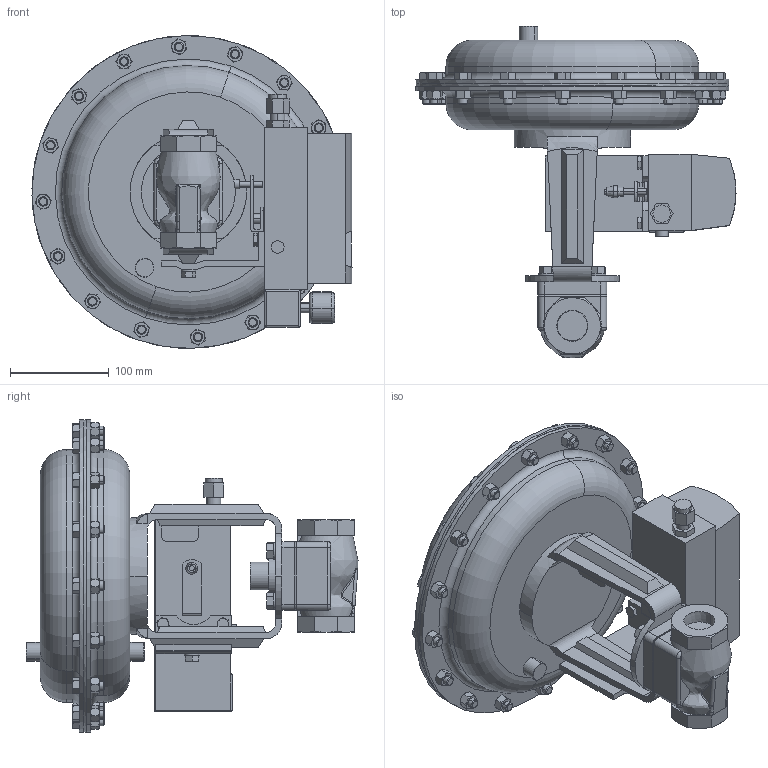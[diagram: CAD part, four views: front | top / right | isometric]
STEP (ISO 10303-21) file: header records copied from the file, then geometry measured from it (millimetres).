
FILE_DESCRIPTION (( 'STEP AP203' ), '1' );
FILE_NAME ('78SP-100-BR+CS+S6-PT-55M-16IQ.step', '2017-09-25T17:10:03', ( '' ), ( '' ), 'SwSTEP 2.0', 'SolidWorks 2014', '' );
FILE_SCHEMA (( 'CONFIG_CONTROL_DESIGN' ));
Length unit declared in the file: inch
Products named in the file (1): 78SP-100-BR+CS+S6-PT-55M-16IQ
Bounding box: 324.8 x 336.97 x 317.42 mm (x, y, z)
Volume: 6514233.5 mm3; surface area: 605006.4 mm2
Topology: 2 solids, 2 shells, 1230 faces, 2826 edges, 1747 vertices
Faces by surface type: plane 547, cone 405, cylinder 222, torus 34, bspline 20, sphere 2
Entity records: 40891 total; most frequent: CARTESIAN_POINT 14093, ORIENTED_EDGE 5644, DIRECTION 5299, EDGE_CURVE 2822, AXIS2_PLACEMENT_3D 2123, VERTEX_POINT 1747, EDGE_LOOP 1397, ADVANCED_FACE 1230
